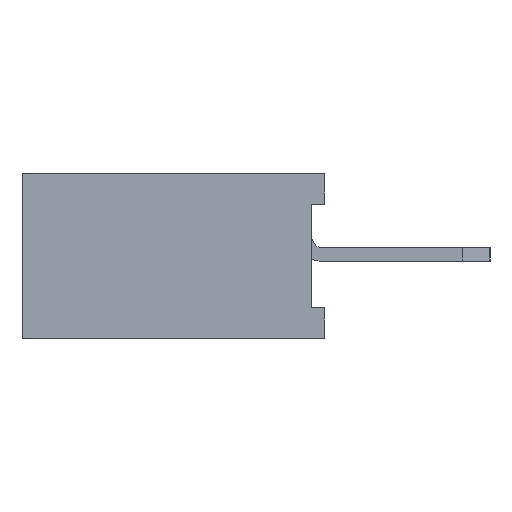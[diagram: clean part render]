
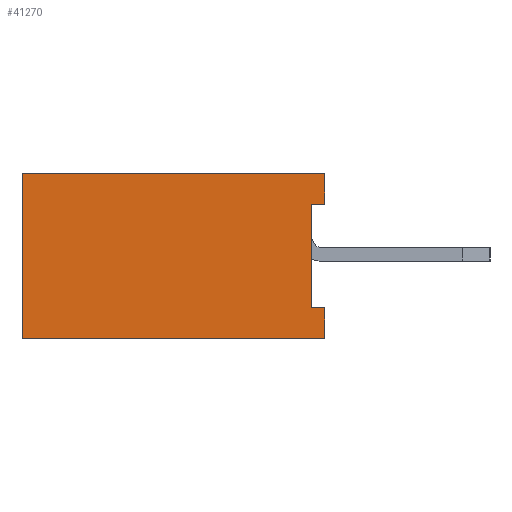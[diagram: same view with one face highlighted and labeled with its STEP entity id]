
A CAD part, left-side view. The second image highlights one B-rep face of the part: STEP entity #41270.
In plain terms, the highlighted planar face has unit normal (-1, 0, 0).
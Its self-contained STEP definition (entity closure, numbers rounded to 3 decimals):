
#388 = ORIENTED_EDGE ( 'NONE', *, *, #4955, .T. ) ;
#1091 = VERTEX_POINT ( 'NONE', #42028 ) ;
#1666 = CARTESIAN_POINT ( 'NONE',  ( -13.12, -1.243, 0. ) ) ;
#2600 = CARTESIAN_POINT ( 'NONE',  ( -13.12, -1.243, -1.95 ) ) ;
#4728 = VERTEX_POINT ( 'NONE', #33463 ) ;
#4955 = EDGE_CURVE ( 'NONE', #4728, #38564, #17623, .T. ) ;
#5739 = ORIENTED_EDGE ( 'NONE', *, *, #20747, .F. ) ;
#6224 = ORIENTED_EDGE ( 'NONE', *, *, #18630, .T. ) ;
#7107 = DIRECTION ( 'NONE',  ( 0., -1., 0. ) ) ;
#10116 = DIRECTION ( 'NONE',  ( -1., 0., 0. ) ) ;
#11406 = EDGE_CURVE ( 'NONE', #25404, #22081, #28885, .T. ) ;
#12402 = CARTESIAN_POINT ( 'NONE',  ( -13.12, -1.243, 0. ) ) ;
#12673 = VERTEX_POINT ( 'NONE', #43463 ) ;
#12778 = VECTOR ( 'NONE', #28309, 1000. ) ;
#13707 = CARTESIAN_POINT ( 'NONE',  ( -13.12, -1.043, -0.45 ) ) ;
#14287 = LINE ( 'NONE', #17936, #23101 ) ;
#15627 = EDGE_CURVE ( 'NONE', #12673, #21859, #28688, .T. ) ;
#15886 = VECTOR ( 'NONE', #7107, 1000. ) ;
#17623 = LINE ( 'NONE', #12402, #26436 ) ;
#17936 = CARTESIAN_POINT ( 'NONE',  ( -13.12, -1.043, -3.522 ) ) ;
#18630 = EDGE_CURVE ( 'NONE', #1091, #25404, #48269, .T. ) ;
#20195 = ORIENTED_EDGE ( 'NONE', *, *, #42917, .T. ) ;
#20592 = DIRECTION ( 'NONE',  ( 0., 1., 0. ) ) ;
#20747 = EDGE_CURVE ( 'NONE', #12673, #38564, #44861, .T. ) ;
#21552 = DIRECTION ( 'NONE',  ( 0., 0., 1. ) ) ;
#21859 = VERTEX_POINT ( 'NONE', #41675 ) ;
#22081 = VERTEX_POINT ( 'NONE', #25232 ) ;
#22463 = VECTOR ( 'NONE', #20592, 1000. ) ;
#22766 = LINE ( 'NONE', #24565, #12778 ) ;
#23101 = VECTOR ( 'NONE', #21552, 1000. ) ;
#23244 = DIRECTION ( 'NONE',  ( 0., -1., 0. ) ) ;
#23320 = ORIENTED_EDGE ( 'NONE', *, *, #15627, .T. ) ;
#23981 = EDGE_LOOP ( 'NONE', ( #23320, #20195, #6224, #27777, #44683, #43126, #388, #5739 ) ) ;
#24565 = CARTESIAN_POINT ( 'NONE',  ( -13.12, -3.643, -2.4 ) ) ;
#24607 = VECTOR ( 'NONE', #27715, 1000. ) ;
#25232 = CARTESIAN_POINT ( 'NONE',  ( -13.12, -1.043, -1.95 ) ) ;
#25404 = VERTEX_POINT ( 'NONE', #2600 ) ;
#26436 = VECTOR ( 'NONE', #31272, 1000. ) ;
#27715 = DIRECTION ( 'NONE',  ( 0., 0., 1. ) ) ;
#27777 = ORIENTED_EDGE ( 'NONE', *, *, #11406, .T. ) ;
#27833 = FACE_OUTER_BOUND ( 'NONE', #23981, .T. ) ;
#28309 = DIRECTION ( 'NONE',  ( 0., -1., 0. ) ) ;
#28688 = LINE ( 'NONE', #48726, #37556 ) ;
#28885 = LINE ( 'NONE', #43166, #22463 ) ;
#29562 = CARTESIAN_POINT ( 'NONE',  ( -13.12, -1.243, 0. ) ) ;
#30321 = VECTOR ( 'NONE', #23244, 1000. ) ;
#30627 = CARTESIAN_POINT ( 'NONE',  ( -13.12, -1.043, -0.45 ) ) ;
#31272 = DIRECTION ( 'NONE',  ( 0., 0., 1. ) ) ;
#32584 = CARTESIAN_POINT ( 'NONE',  ( -13.12, -3.643, -3.522 ) ) ;
#33463 = CARTESIAN_POINT ( 'NONE',  ( -13.12, -1.243, -0.45 ) ) ;
#35275 = CARTESIAN_POINT ( 'NONE',  ( -13.12, -1.243, -3.522 ) ) ;
#36390 = DIRECTION ( 'NONE',  ( 0., 0., 1. ) ) ;
#37556 = VECTOR ( 'NONE', #44929, 1000. ) ;
#38248 = EDGE_CURVE ( 'NONE', #22081, #41276, #14287, .T. ) ;
#38564 = VERTEX_POINT ( 'NONE', #1666 ) ;
#40012 = PLANE ( 'NONE',  #42256 ) ;
#40360 = LINE ( 'NONE', #30627, #30321 ) ;
#41270 = ADVANCED_FACE ( 'NONE', ( #27833 ), #40012, .T. ) ;
#41276 = VERTEX_POINT ( 'NONE', #13707 ) ;
#41675 = CARTESIAN_POINT ( 'NONE',  ( -13.12, 3.157, -2.4 ) ) ;
#42028 = CARTESIAN_POINT ( 'NONE',  ( -13.12, -1.243, -2.4 ) ) ;
#42256 = AXIS2_PLACEMENT_3D ( 'NONE', #32584, #10116, #36390 ) ;
#42917 = EDGE_CURVE ( 'NONE', #21859, #1091, #22766, .T. ) ;
#43126 = ORIENTED_EDGE ( 'NONE', *, *, #47452, .T. ) ;
#43166 = CARTESIAN_POINT ( 'NONE',  ( -13.12, -1.243, -1.95 ) ) ;
#43463 = CARTESIAN_POINT ( 'NONE',  ( -13.12, 3.157, 0. ) ) ;
#44683 = ORIENTED_EDGE ( 'NONE', *, *, #38248, .T. ) ;
#44861 = LINE ( 'NONE', #29562, #15886 ) ;
#44929 = DIRECTION ( 'NONE',  ( 0., 0., -1. ) ) ;
#47452 = EDGE_CURVE ( 'NONE', #41276, #4728, #40360, .T. ) ;
#48269 = LINE ( 'NONE', #35275, #24607 ) ;
#48726 = CARTESIAN_POINT ( 'NONE',  ( -13.12, 3.157, -3.522 ) ) ;
